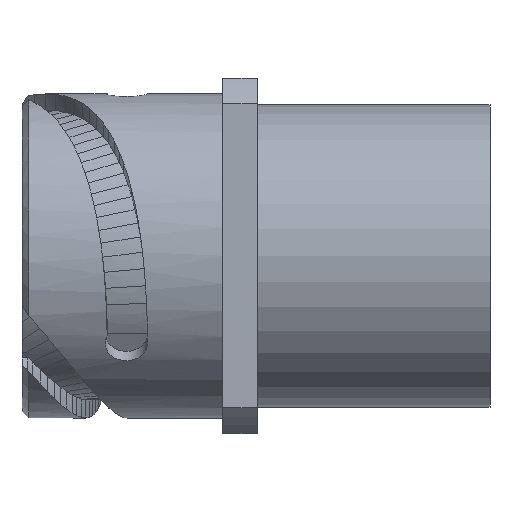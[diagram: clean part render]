
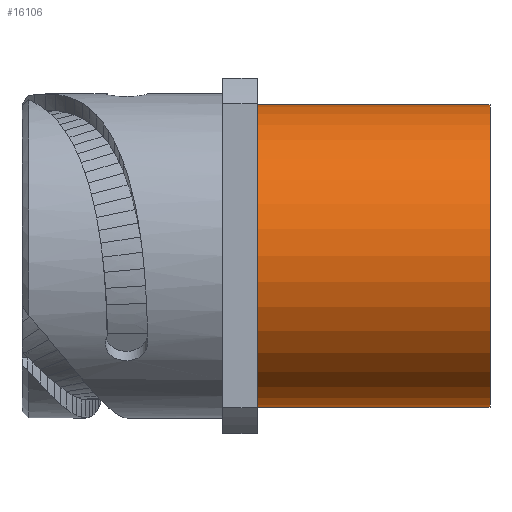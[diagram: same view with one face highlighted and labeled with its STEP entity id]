
A CAD part, top view. The second image highlights one B-rep face of the part: STEP entity #16106.
In plain terms, the highlighted cylindrical face has radius 17.45 mm (diameter 34.9 mm), a partial arc.
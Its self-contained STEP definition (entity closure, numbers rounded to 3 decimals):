
#3125=CARTESIAN_POINT('',(28.561,20.5,-26.99));
#3126=DIRECTION('',(1.,0.,0.));
#3127=DIRECTION('',(0.,1.,0.));
#3128=AXIS2_PLACEMENT_3D('',#3125,#3126,#3127);
#3307=CARTESIAN_POINT('',(55.411,20.5,-26.99));
#3308=DIRECTION('',(1.,0.,0.));
#3309=DIRECTION('',(0.,1.,0.));
#3310=AXIS2_PLACEMENT_3D('',#3307,#3308,#3309);
#3312=DIRECTION('',(-1.,0.,0.));
#3313=VECTOR('',#3312,26.85);
#3314=CARTESIAN_POINT('',(55.411,37.95,-26.99));
#3315=LINE('634',#3314,#3313);
#3316=DIRECTION('',(-1.,0.,0.));
#3317=VECTOR('',#3316,26.85);
#3318=CARTESIAN_POINT('',(55.411,3.05,-26.99));
#3319=LINE('635',#3318,#3317);
#7099=CARTESIAN_POINT('',(55.411,37.95,-26.99));
#7100=CARTESIAN_POINT('',(28.561,37.95,-26.99));
#7101=VERTEX_POINT('',#7099);
#7102=VERTEX_POINT('',#7100);
#7103=CARTESIAN_POINT('',(55.411,3.05,-26.99));
#7104=CARTESIAN_POINT('',(28.561,3.05,-26.99));
#7105=VERTEX_POINT('',#7103);
#7106=VERTEX_POINT('',#7104);
#16092=CARTESIAN_POINT('',(-1.289,20.5,-26.99));
#16093=DIRECTION('',(1.,0.,0.));
#16094=DIRECTION('',(0.,-1.,0.));
#16095=AXIS2_PLACEMENT_3D('',#16092,#16093,#16094);
#16096=CYLINDRICAL_SURFACE('247',#16095,17.45);
#16098=ORIENTED_EDGE('634',*,*,#16097,.F.);
#16100=ORIENTED_EDGE('636',*,*,#16099,.T.);
#16102=ORIENTED_EDGE('635',*,*,#16101,.T.);
#16103=ORIENTED_EDGE('1214',*,*,#15915,.F.);
#16104=EDGE_LOOP('247',(#16098,#16100,#16102,#16103));
#16105=FACE_OUTER_BOUND('247',#16104,.F.);
#3129=CIRCLE('1214',#3128,17.45);
#3311=CIRCLE('636',#3310,17.45);
#15915=EDGE_CURVE('1214',#7102,#7106,#3129,.T.);
#16097=EDGE_CURVE('634',#7101,#7102,#3315,.T.);
#16099=EDGE_CURVE('636',#7101,#7105,#3311,.T.);
#16101=EDGE_CURVE('635',#7105,#7106,#3319,.T.);
#16106=ADVANCED_FACE('247',(#16105),#16096,.T.);
